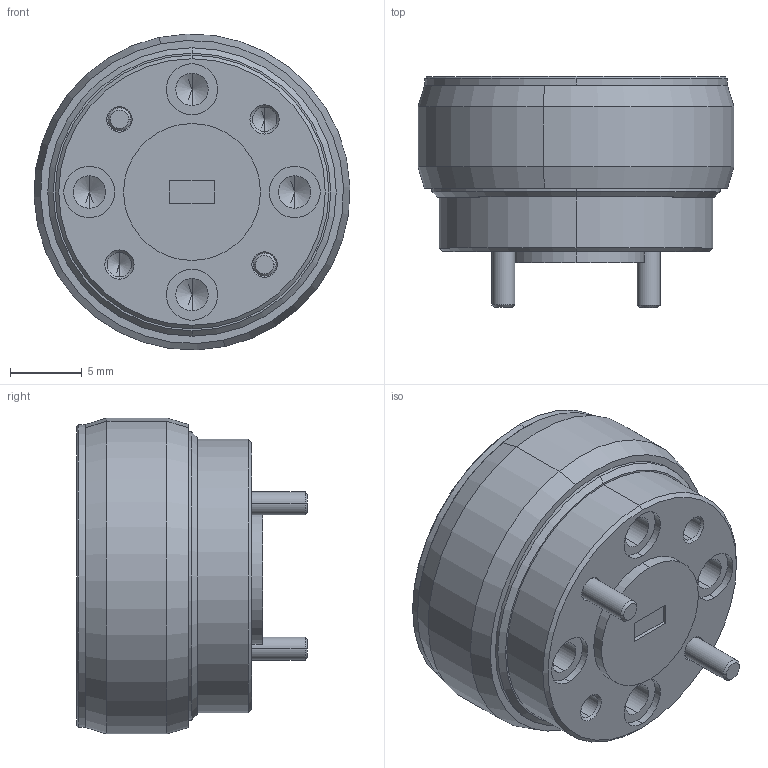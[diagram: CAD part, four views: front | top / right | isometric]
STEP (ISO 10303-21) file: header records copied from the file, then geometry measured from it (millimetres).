
FILE_DESCRIPTION (( 'STEP AP203' ), '1' );
FILE_NAME ('SAO-6039030230-12-S1.STEP', '2019-07-01T21:45:52', ( '' ), ( '' ), 'SwSTEP 2.0', 'SolidWorks 2016', '' );
FILE_SCHEMA (( 'CONFIG_CONTROL_DESIGN' ));
Length unit declared in the file: inch
Products named in the file (1): SAO-6039030230-12-S1
Bounding box: 21.98 x 16.05 x 21.98 mm (x, y, z)
Volume: 4122.6 mm3; surface area: 3176.4 mm2
Topology: 5 solids, 5 shells, 107 faces, 224 edges, 128 vertices
Faces by surface type: cylinder 42, cone 42, plane 23
Entity records: 2809 total; most frequent: DIRECTION 536, CARTESIAN_POINT 444, ORIENTED_EDGE 416, AXIS2_PLACEMENT_3D 220, EDGE_CURVE 208, VERTEX_POINT 128, EDGE_LOOP 124, CIRCLE 112
